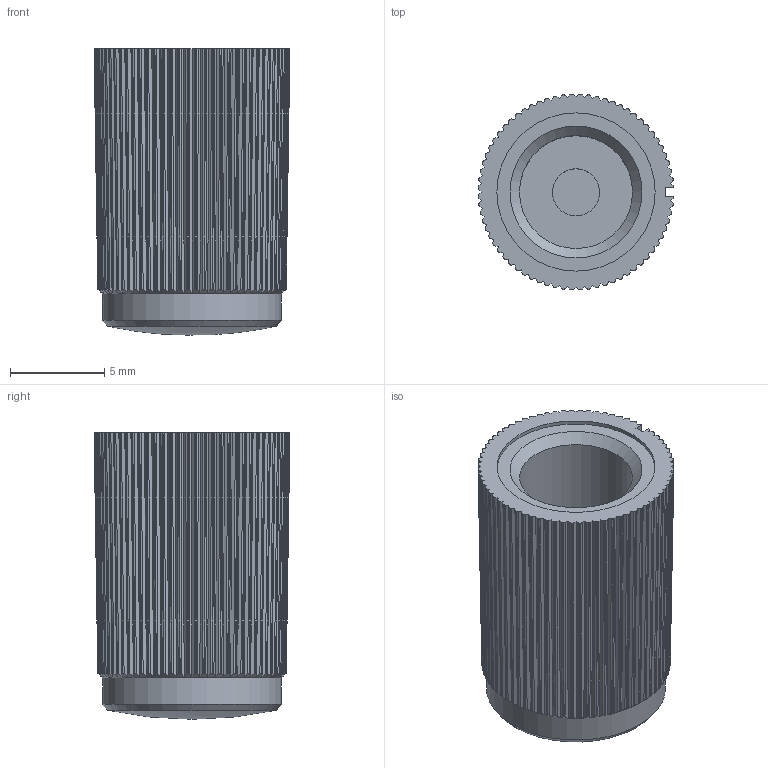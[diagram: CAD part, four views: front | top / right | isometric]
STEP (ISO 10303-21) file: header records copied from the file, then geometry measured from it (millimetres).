
FILE_DESCRIPTION(/* description */ (''),/* implementation_level */ '2;1');
FILE_NAME(/* name */ 'FC7249L KMK10 6mm spline.stp',/* time_stamp */ '2023-12-20T09:50:29+00:00',/* author */ ('tottley'),/* organization */ (''),/* preprocessor_version */ 'ST-DEVELOPER v18.1',/* originating_system */ 'Autodesk Inventor 2022',/* authorisation */ '');
FILE_SCHEMA (('AUTOMOTIVE_DESIGN { 1 0 10303 214 3 1 1 }'));
Length unit declared in the file: millimetre
Products named in the file (1): FC7251 KMK10 6mm USA D
Bounding box: 10.39 x 10.39 x 15.2 mm (x, y, z)
Volume: 881.7 mm3; surface area: 946.4 mm2
Topology: 1 solids, 1 shells, 372 faces, 1103 edges, 735 vertices
Faces by surface type: plane 150, bspline 142, cone 75, cylinder 4, sphere 1
Full cylindrical faces by diameter (mm): 2.5 x1, 6 x1, 8.4 x1
Entity records: 18095 total; most frequent: CARTESIAN_POINT 9526, ORIENTED_EDGE 2204, EDGE_CURVE 1102, DIRECTION 1009, VERTEX_POINT 735, B_SPLINE_CURVE_WITH_KNOTS 570, AXIS2_PLACEMENT_3D 388, EDGE_LOOP 375
